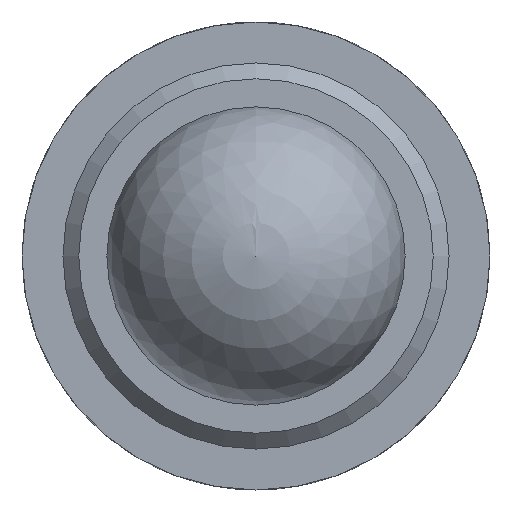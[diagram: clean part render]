
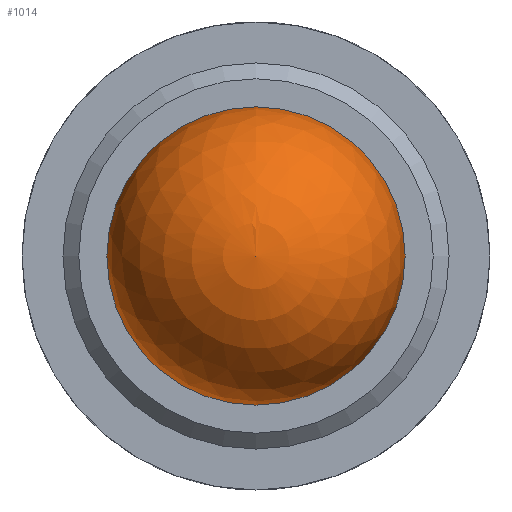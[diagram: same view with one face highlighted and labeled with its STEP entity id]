
A CAD part, front view. The second image highlights one B-rep face of the part: STEP entity #1014.
In plain terms, the highlighted spherical face has radius 12.75 mm.
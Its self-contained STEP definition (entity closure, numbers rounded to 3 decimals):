
#19=SPHERICAL_SURFACE('',#1158,12.75);
#122=FACE_OUTER_BOUND('',#200,.T.);
#200=EDGE_LOOP('',(#808,#809,#810,#811));
#372=CIRCLE('',#1156,12.75);
#373=CIRCLE('',#1157,12.75);
#374=CIRCLE('',#1159,12.75);
#459=VERTEX_POINT('',#1765);
#460=VERTEX_POINT('',#1766);
#461=VERTEX_POINT('',#1771);
#579=EDGE_CURVE('',#459,#460,#372,.T.);
#581=EDGE_CURVE('',#460,#459,#373,.T.);
#582=EDGE_CURVE('',#460,#461,#374,.T.);
#808=ORIENTED_EDGE('',*,*,#579,.T.);
#809=ORIENTED_EDGE('',*,*,#582,.T.);
#810=ORIENTED_EDGE('',*,*,#582,.F.);
#811=ORIENTED_EDGE('',*,*,#581,.T.);
#1014=ADVANCED_FACE('',(#122),#19,.T.);
#1156=AXIS2_PLACEMENT_3D('',#1767,#1442,#1443);
#1157=AXIS2_PLACEMENT_3D('',#1769,#1445,#1446);
#1158=AXIS2_PLACEMENT_3D('',#1770,#1447,#1448);
#1159=AXIS2_PLACEMENT_3D('',#1772,#1449,#1450);
#1442=DIRECTION('center_axis',(0.,-1.,0.));
#1443=DIRECTION('ref_axis',(1.,0.,0.));
#1445=DIRECTION('center_axis',(0.,-1.,0.));
#1446=DIRECTION('ref_axis',(1.,0.,0.));
#1447=DIRECTION('center_axis',(0.,1.,0.));
#1448=DIRECTION('ref_axis',(0.,0.,-1.));
#1449=DIRECTION('center_axis',(1.,0.,0.));
#1450=DIRECTION('ref_axis',(0.,0.,1.));
#1765=CARTESIAN_POINT('',(-12.75,12.75,0.));
#1766=CARTESIAN_POINT('',(0.,12.75,12.75));
#1767=CARTESIAN_POINT('Origin',(0.,12.75,0.));
#1769=CARTESIAN_POINT('Origin',(0.,12.75,0.));
#1770=CARTESIAN_POINT('Origin',(0.,12.75,0.));
#1771=CARTESIAN_POINT('',(0.,0.,0.));
#1772=CARTESIAN_POINT('Origin',(0.,12.75,0.));
